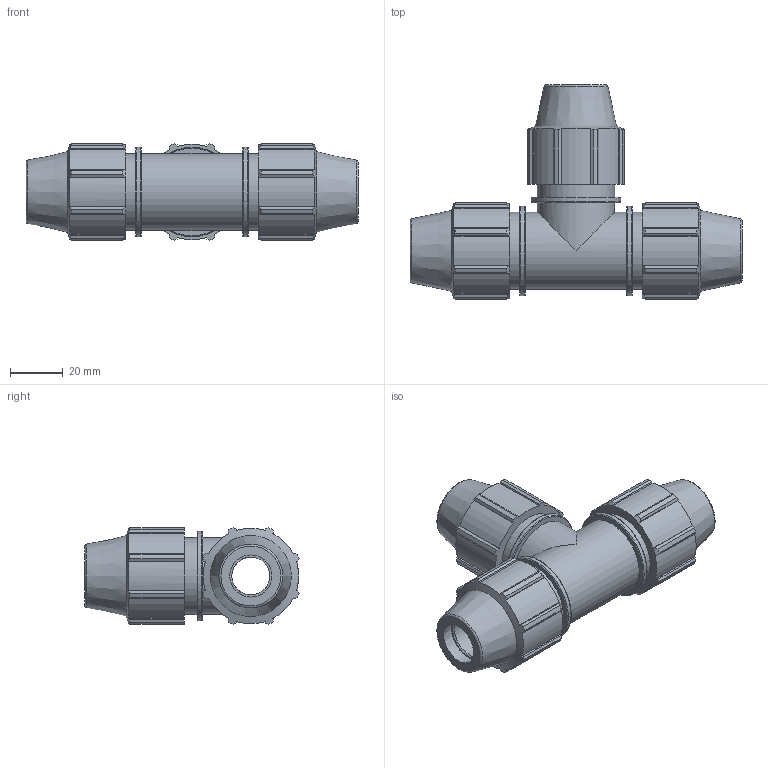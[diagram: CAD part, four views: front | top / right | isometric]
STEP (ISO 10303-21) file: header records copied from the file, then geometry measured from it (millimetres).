
FILE_DESCRIPTION(/* description */ ('PLASSON TEE 16-16-16'),/* implementation_level */ '2;1');
FILE_NAME(/* name */ '070406016__0704060160A.ipt.stp',/* time_stamp */ '2017-06-06T17:15:12+03:00',/* author */ ('KIM'),/* organization */ (''),/* preprocessor_version */ 'ST-DEVELOPER v15.6',/* originating_system */ 'Autodesk Inventor 2015',/* authorisation */ '');
FILE_SCHEMA (('AUTOMOTIVE_DESIGN { 1 0 10303 214 3 1 1 }'));
Length unit declared in the file: millimetre
Products named in the file (1): 070406016__0704060160A
Bounding box: 126 x 81.35 x 36.7 mm (x, y, z)
Volume: 105645.9 mm3; surface area: 31084.5 mm2
Topology: 1 solids, 1 shells, 212 faces, 581 edges, 386 vertices
Faces by surface type: plane 114, cylinder 61, cone 28, torus 9
Full cylindrical faces by diameter (mm): 14.4 x2, 16 x3, 29.25 x5, 33.93 x3
Entity records: 6600 total; most frequent: CARTESIAN_POINT 1277, ORIENTED_EDGE 1064, DIRECTION 1042, EDGE_CURVE 532, AXIS2_PLACEMENT_3D 377, VERTEX_POINT 372, LINE 288, VECTOR 288
